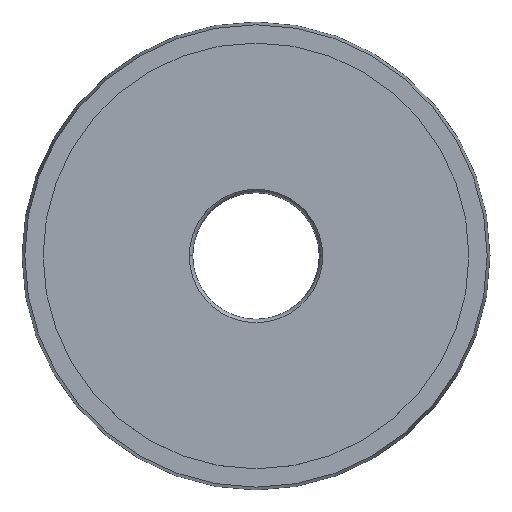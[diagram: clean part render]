
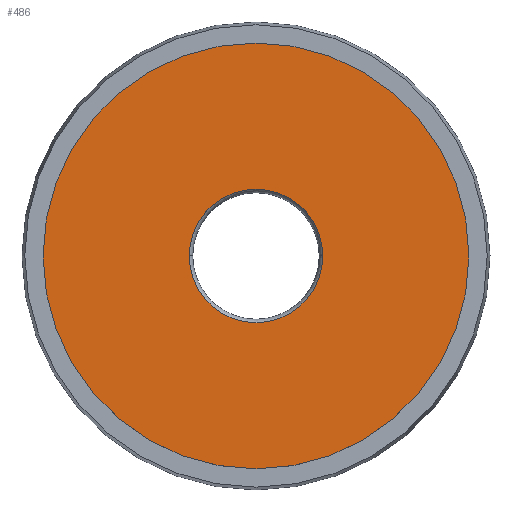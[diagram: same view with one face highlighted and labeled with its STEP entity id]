
A CAD part, top view. The second image highlights one B-rep face of the part: STEP entity #486.
In plain terms, the highlighted planar face has unit normal (0, 0, 1).
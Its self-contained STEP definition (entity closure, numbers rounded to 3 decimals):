
#4 = DIRECTION ( 'NONE',  ( 1., 0., 0. ) ) ;
#8 = CIRCLE ( 'NONE', #497, 15.15 ) ;
#34 = EDGE_CURVE ( 'NONE', #137, #528, #450, .T. ) ;
#45 = AXIS2_PLACEMENT_3D ( 'NONE', #211, #365, #361 ) ;
#107 = CARTESIAN_POINT ( 'NONE',  ( -15.15, 0., 0. ) ) ;
#133 = CARTESIAN_POINT ( 'NONE',  ( 0., 0., 0. ) ) ;
#137 = VERTEX_POINT ( 'NONE', #449 ) ;
#140 = DIRECTION ( 'NONE',  ( 0., 0., 1. ) ) ;
#157 = ORIENTED_EDGE ( 'NONE', *, *, #167, .T. ) ;
#163 = DIRECTION ( 'NONE',  ( 0., 0., 1. ) ) ;
#167 = EDGE_CURVE ( 'NONE', #261, #599, #8, .T. ) ;
#176 = DIRECTION ( 'NONE',  ( 0., 0., 1. ) ) ;
#207 = CARTESIAN_POINT ( 'NONE',  ( 0., 0., 0. ) ) ;
#211 = CARTESIAN_POINT ( 'NONE',  ( 0., 0., 0. ) ) ;
#238 = AXIS2_PLACEMENT_3D ( 'NONE', #207, #163, #465 ) ;
#259 = FACE_OUTER_BOUND ( 'NONE', #317, .T. ) ;
#260 = CIRCLE ( 'NONE', #476, 4.75 ) ;
#261 = VERTEX_POINT ( 'NONE', #107 ) ;
#266 = ORIENTED_EDGE ( 'NONE', *, *, #409, .T. ) ;
#269 = CARTESIAN_POINT ( 'NONE',  ( 4.75, 0., 0. ) ) ;
#281 = DIRECTION ( 'NONE',  ( 1., 0., 0. ) ) ;
#300 = CARTESIAN_POINT ( 'NONE',  ( 0., 0., 0. ) ) ;
#317 = EDGE_LOOP ( 'NONE', ( #266, #157 ) ) ;
#361 = DIRECTION ( 'NONE',  ( -1., 0., 0. ) ) ;
#365 = DIRECTION ( 'NONE',  ( 0., 0., -1. ) ) ;
#388 = FACE_BOUND ( 'NONE', #639, .T. ) ;
#409 = EDGE_CURVE ( 'NONE', #599, #261, #645, .T. ) ;
#433 = DIRECTION ( 'NONE',  ( 1., 0., 0. ) ) ;
#449 = CARTESIAN_POINT ( 'NONE',  ( -4.75, 0., 0. ) ) ;
#450 = CIRCLE ( 'NONE', #542, 4.75 ) ;
#465 = DIRECTION ( 'NONE',  ( 1., 0., 0. ) ) ;
#476 = AXIS2_PLACEMENT_3D ( 'NONE', #133, #176, #281 ) ;
#486 = ADVANCED_FACE ( 'NONE', ( #388, #259 ), #619, .F. ) ;
#492 = CARTESIAN_POINT ( 'NONE',  ( 0., 0., 0. ) ) ;
#497 = AXIS2_PLACEMENT_3D ( 'NONE', #300, #140, #4 ) ;
#528 = VERTEX_POINT ( 'NONE', #269 ) ;
#542 = AXIS2_PLACEMENT_3D ( 'NONE', #492, #626, #433 ) ;
#550 = EDGE_CURVE ( 'NONE', #528, #137, #260, .T. ) ;
#561 = ORIENTED_EDGE ( 'NONE', *, *, #550, .F. ) ;
#599 = VERTEX_POINT ( 'NONE', #625 ) ;
#619 = PLANE ( 'NONE',  #45 ) ;
#622 = ORIENTED_EDGE ( 'NONE', *, *, #34, .F. ) ;
#625 = CARTESIAN_POINT ( 'NONE',  ( 15.15, 0., 0. ) ) ;
#626 = DIRECTION ( 'NONE',  ( 0., 0., 1. ) ) ;
#639 = EDGE_LOOP ( 'NONE', ( #561, #622 ) ) ;
#645 = CIRCLE ( 'NONE', #238, 15.15 ) ;
